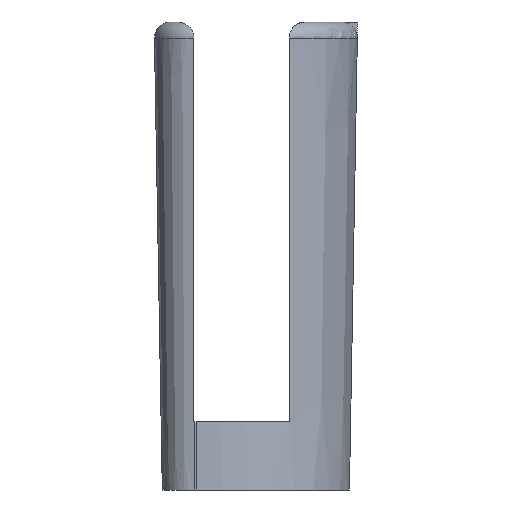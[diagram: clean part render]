
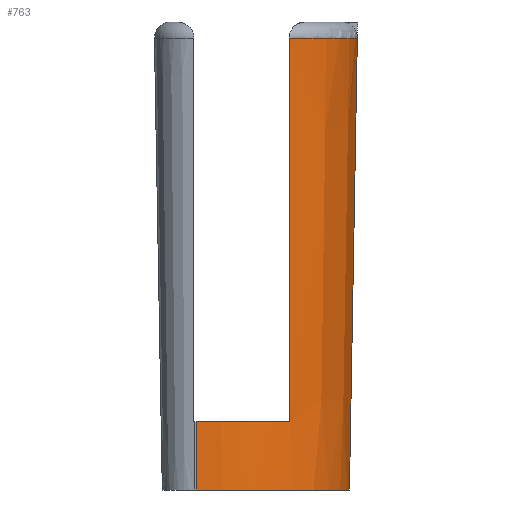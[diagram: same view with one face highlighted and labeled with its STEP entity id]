
A CAD part, left-side view. The second image highlights one B-rep face of the part: STEP entity #763.
In plain terms, the highlighted conical face has half-angle 1 degrees and reference radius 19 mm.
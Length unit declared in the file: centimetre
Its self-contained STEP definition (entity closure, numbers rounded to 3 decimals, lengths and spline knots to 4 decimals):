
#104=(
BOUNDED_CURVE()
B_SPLINE_CURVE(2,(#1139,#1140,#1141),.UNSPECIFIED.,.F.,.U.)
B_SPLINE_CURVE_WITH_KNOTS((3,3),(0.,4.9536),.UNSPECIFIED.)
CURVE()
GEOMETRIC_REPRESENTATION_ITEM()
RATIONAL_B_SPLINE_CURVE((1.,1.,1.))
REPRESENTATION_ITEM('')
);
#108=CONICAL_SURFACE('',#807,1.9,0.017);
#156=VECTOR('',#884,1.);
#159=VECTOR('',#891,1.);
#223=LINE('',#1133,#156);
#226=LINE('',#1145,#159);
#290=VERTEX_POINT('',#1070);
#293=VERTEX_POINT('',#1124);
#296=VERTEX_POINT('',#1134);
#298=VERTEX_POINT('',#1142);
#299=VERTEX_POINT('',#1144);
#300=VERTEX_POINT('',#1146);
#349=CIRCLE('',#803,1.9977);
#351=CIRCLE('',#808,1.9148);
#352=CIRCLE('',#809,1.9);
#386=EDGE_CURVE('',#293,#290,#349,.T.);
#390=EDGE_CURVE('',#296,#290,#223,.T.);
#393=EDGE_CURVE('',#293,#298,#104,.T.);
#394=EDGE_CURVE('',#298,#299,#351,.T.);
#395=EDGE_CURVE('',#300,#299,#226,.T.);
#396=EDGE_CURVE('',#300,#296,#352,.T.);
#504=ORIENTED_EDGE('',*,*,#386,.F.);
#505=ORIENTED_EDGE('',*,*,#393,.T.);
#506=ORIENTED_EDGE('',*,*,#394,.T.);
#507=ORIENTED_EDGE('',*,*,#395,.F.);
#508=ORIENTED_EDGE('',*,*,#396,.T.);
#509=ORIENTED_EDGE('',*,*,#390,.T.);
#687=EDGE_LOOP('',(#504,#505,#506,#507,#508,#509));
#725=FACE_BOUND('',#687,.T.);
#763=ADVANCED_FACE('',(#725),#108,.T.);
#803=AXIS2_PLACEMENT_3D('',#1125,#875,#876);
#807=AXIS2_PLACEMENT_3D('',#1138,#887,#888);
#808=AXIS2_PLACEMENT_3D('',#1143,#889,#890);
#809=AXIS2_PLACEMENT_3D('',#1147,#892,#893);
#875=DIRECTION('',(0.,0.,1.));
#876=DIRECTION('',(-0.92,-1.773,0.));
#884=DIRECTION('',(0.,-0.017,1.));
#887=DIRECTION('',(0.,0.,1.));
#888=DIRECTION('',(1.9,0.,0.));
#889=DIRECTION('',(0.,0.,-1.));
#890=DIRECTION('',(1.915,0.,0.));
#891=DIRECTION('',(-0.017,0.,1.));
#892=DIRECTION('',(0.,0.,1.));
#893=DIRECTION('',(1.9,0.,0.));
#1070=CARTESIAN_POINT('',(-2.2,-2.4169,5.5965));
#1124=CARTESIAN_POINT('',(-3.8317,-1.5717,5.5965));
#1125=CARTESIAN_POINT('',(-2.2,-0.4192,5.5965));
#1133=CARTESIAN_POINT('',(-2.2,-2.3192,0.));
#1134=CARTESIAN_POINT('',(-2.2,-2.3192,0.));
#1138=CARTESIAN_POINT('',(-2.2,-0.4192,0.));
#1139=CARTESIAN_POINT('',(-3.8361,-1.5717,5.8));
#1140=CARTESIAN_POINT('',(-3.7814,-1.5717,3.2401));
#1141=CARTESIAN_POINT('',(-3.7291,-1.5717,0.8476));
#1142=CARTESIAN_POINT('',(-3.7291,-1.5717,0.8476));
#1143=CARTESIAN_POINT('',(-2.2,-0.4192,0.8476));
#1144=CARTESIAN_POINT('',(-4.1148,-0.4192,0.8476));
#1145=CARTESIAN_POINT('',(-4.1,-0.4192,0.));
#1146=CARTESIAN_POINT('',(-4.1,-0.4192,0.));
#1147=CARTESIAN_POINT('',(-2.2,-0.4192,0.));
